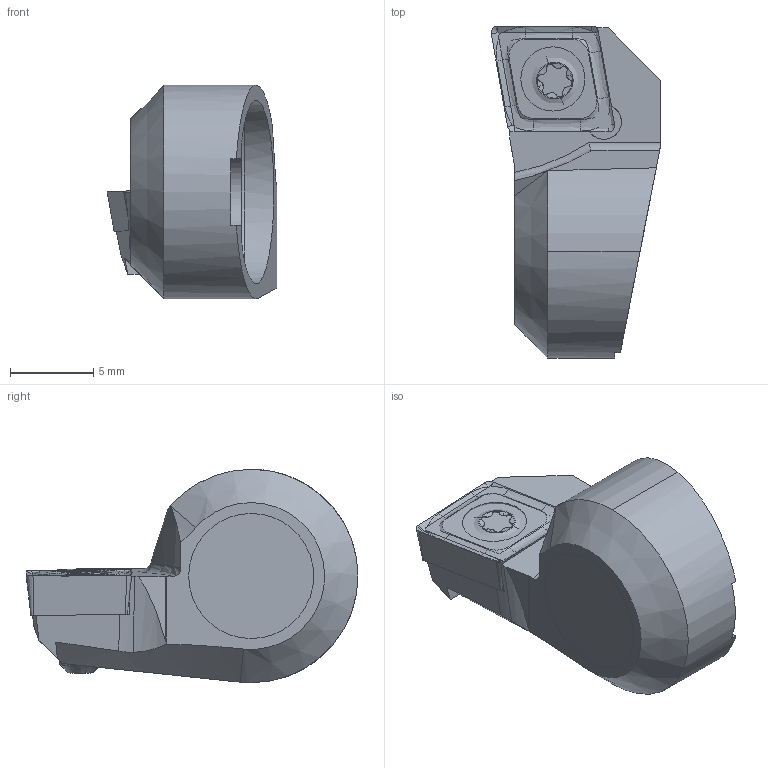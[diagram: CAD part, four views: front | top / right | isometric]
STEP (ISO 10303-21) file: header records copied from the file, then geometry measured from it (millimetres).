
FILE_DESCRIPTION (( 'STEP AP203' ), '1' );
FILE_NAME ('R31-FBHS-06.STEP', '2018-02-27T06:48:18', ( 'SWIAdmin' ), ( 'Hewlett-Packard Company' ), 'SwSTEP 2.0', 'SolidWorks 2017', '' );
FILE_SCHEMA (( 'CONFIG_CONTROL_DESIGN' ));
Length unit declared in the file: millimetre
Products named in the file (4): WCA-ER2.001.006_A; R31-FBHS-06; CCMT060204; F20-WCA.001.008_C_fertigbearbeitet
Assembly tree (3 placements, depth 2):
  R31-FBHS-06
    F20-WCA.001.008_C_fertigbearbeitet
    CCMT060204
    WCA-ER2.001.006_A
Bounding box: 10.17 x 19.9 x 12.8 mm (x, y, z)
Volume: 1042.4 mm3; surface area: 1316.4 mm2
Topology: 5 solids, 5 shells, 146 faces, 367 edges, 228 vertices
Faces by surface type: plane 49, cylinder 46, cone 25, torus 12, bspline 12, sphere 2
Entity records: 5030 total; most frequent: CARTESIAN_POINT 1309, ORIENTED_EDGE 726, DIRECTION 665, EDGE_CURVE 363, AXIS2_PLACEMENT_3D 254, VERTEX_POINT 228, VECTOR 157, LINE 157
